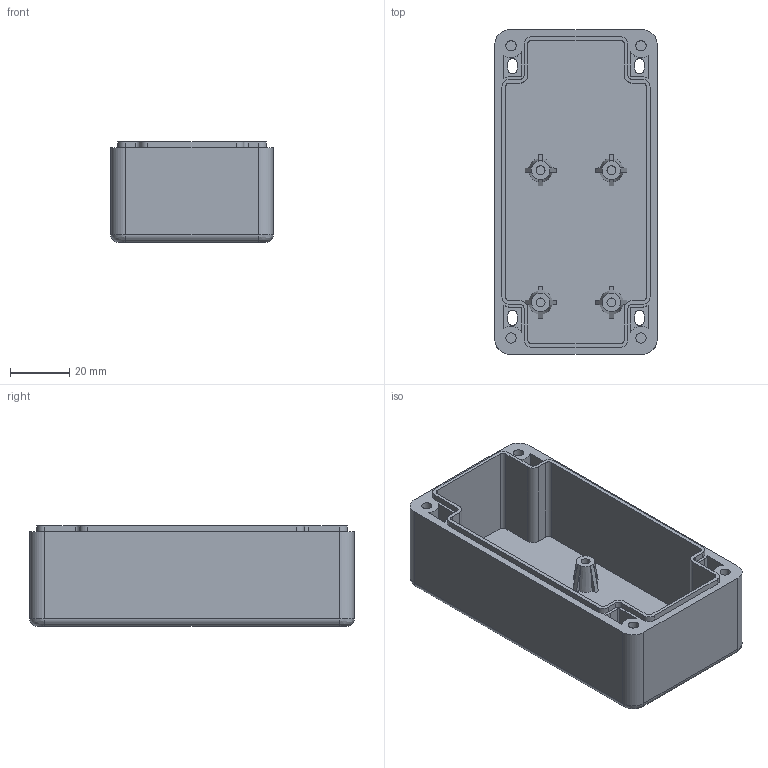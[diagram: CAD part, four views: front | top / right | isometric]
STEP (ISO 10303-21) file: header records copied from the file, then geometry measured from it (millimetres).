
FILE_DESCRIPTION(/* description */ (''),/* implementation_level */ '2;1');
FILE_NAME(/* name */ 'Back_senseEle_PCB_Antenna_rev1_Enclosure_V3.step',/* time_stamp */ '2019-12-23T16:22:00+06:00',/* author */ (''),/* organization */ (''),/* preprocessor_version */ 'ST-DEVELOPER v18',/* originating_system */ 'Autodesk Translation Framework v8.12.0.6',/* authorisation */ '');
FILE_SCHEMA (('AUTOMOTIVE_DESIGN { 1 0 10303 214 3 1 1 }'));
Length unit declared in the file: millimetre
Products named in the file (1): senseEle_PCB_Antenna_rev1_Enclosure_V2
Bounding box: 55 x 110 x 34 mm (x, y, z)
Volume: 56732.3 mm3; surface area: 38582.8 mm2
Topology: 1 solids, 1 shells, 208 faces, 552 edges, 362 vertices
Faces by surface type: plane 124, cylinder 64, cone 16, bspline 4
Full cylindrical faces by diameter (mm): 3 x4, 3.5 x4, 6 x4
Entity records: 6518 total; most frequent: CARTESIAN_POINT 1235, ORIENTED_EDGE 1104, DIRECTION 1104, EDGE_CURVE 552, AXIS2_PLACEMENT_3D 379, VERTEX_POINT 362, LINE 346, VECTOR 346
